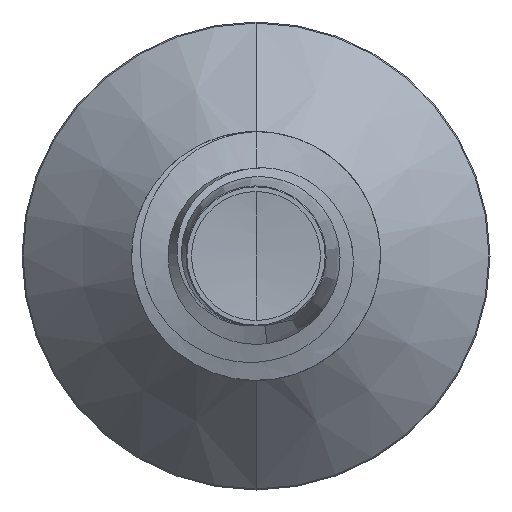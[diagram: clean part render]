
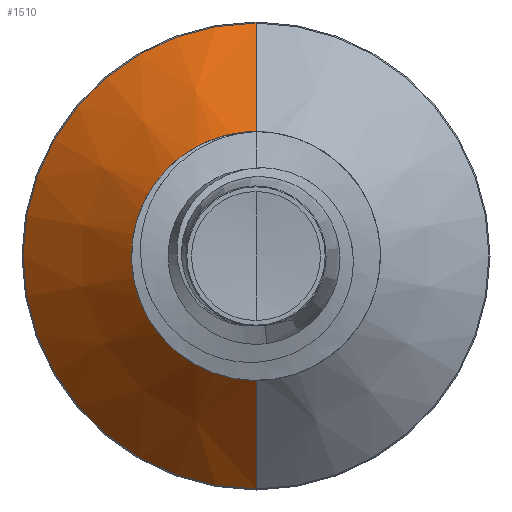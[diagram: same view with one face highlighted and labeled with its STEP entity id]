
A CAD part, front view. The second image highlights one B-rep face of the part: STEP entity #1510.
In plain terms, the highlighted conical face has half-angle 45 degrees and reference radius 1.189 mm.
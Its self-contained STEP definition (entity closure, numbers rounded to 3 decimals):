
#31 = VERTEX_POINT ( 'NONE', #9878 ) ;
#154 = CARTESIAN_POINT ( 'NONE',  ( 0., 4.439, -2.339 ) ) ;
#792 = ORIENTED_EDGE ( 'NONE', *, *, #11032, .T. ) ;
#1510 = ADVANCED_FACE ( 'NONE', ( #10129 ), #9860, .T. ) ;
#1793 = EDGE_LOOP ( 'NONE', ( #4677, #792, #10628, #10863 ) ) ;
#2016 = VERTEX_POINT ( 'NONE', #3334 ) ;
#2056 = LINE ( 'NONE', #10694, #11510 ) ;
#2786 = AXIS2_PLACEMENT_3D ( 'NONE', #6570, #6560, #6556 ) ;
#3334 = CARTESIAN_POINT ( 'NONE',  ( 0., 3.289, -1.189 ) ) ;
#3864 = DIRECTION ( 'NONE',  ( 0., 0.707, -0.707 ) ) ;
#4434 = AXIS2_PLACEMENT_3D ( 'NONE', #5710, #5704, #5681 ) ;
#4573 = CARTESIAN_POINT ( 'NONE',  ( 0., 3.289, 1.189 ) ) ;
#4594 = DIRECTION ( 'NONE',  ( 0., 0.707, 0.707 ) ) ;
#4677 = ORIENTED_EDGE ( 'NONE', *, *, #10043, .F. ) ;
#5681 = DIRECTION ( 'NONE',  ( 0., 0., 1. ) ) ;
#5704 = DIRECTION ( 'NONE',  ( 0., 1., 0. ) ) ;
#5710 = CARTESIAN_POINT ( 'NONE',  ( 0., 4.439, 0. ) ) ;
#5803 = DIRECTION ( 'NONE',  ( 0., 1., 0. ) ) ;
#6210 = DIRECTION ( 'NONE',  ( 0., 0., 1. ) ) ;
#6280 = CIRCLE ( 'NONE', #4434, 2.339 ) ;
#6556 = DIRECTION ( 'NONE',  ( 0., 0., 1. ) ) ;
#6560 = DIRECTION ( 'NONE',  ( 0., 1., 0. ) ) ;
#6570 = CARTESIAN_POINT ( 'NONE',  ( 0., 3.289, 0. ) ) ;
#7283 = VERTEX_POINT ( 'NONE', #154 ) ;
#7877 = VECTOR ( 'NONE', #4594, 1000. ) ;
#8434 = CIRCLE ( 'NONE', #2786, 1.189 ) ;
#9035 = VERTEX_POINT ( 'NONE', #9590 ) ;
#9511 = AXIS2_PLACEMENT_3D ( 'NONE', #12001, #5803, #6210 ) ;
#9590 = CARTESIAN_POINT ( 'NONE',  ( 0., 4.439, 2.339 ) ) ;
#9860 = CONICAL_SURFACE ( 'NONE', #9511, 1.189, 0.785 ) ;
#9878 = CARTESIAN_POINT ( 'NONE',  ( 0., 3.289, 1.189 ) ) ;
#9932 = EDGE_CURVE ( 'NONE', #7283, #9035, #6280, .T. ) ;
#10013 = EDGE_CURVE ( 'NONE', #31, #9035, #10349, .T. ) ;
#10043 = EDGE_CURVE ( 'NONE', #2016, #7283, #2056, .T. ) ;
#10129 = FACE_OUTER_BOUND ( 'NONE', #1793, .T. ) ;
#10349 = LINE ( 'NONE', #4573, #7877 ) ;
#10628 = ORIENTED_EDGE ( 'NONE', *, *, #10013, .T. ) ;
#10694 = CARTESIAN_POINT ( 'NONE',  ( 0., 3.289, -1.189 ) ) ;
#10863 = ORIENTED_EDGE ( 'NONE', *, *, #9932, .F. ) ;
#11032 = EDGE_CURVE ( 'NONE', #2016, #31, #8434, .T. ) ;
#11510 = VECTOR ( 'NONE', #3864, 1000. ) ;
#12001 = CARTESIAN_POINT ( 'NONE',  ( 0., 3.289, 0. ) ) ;
